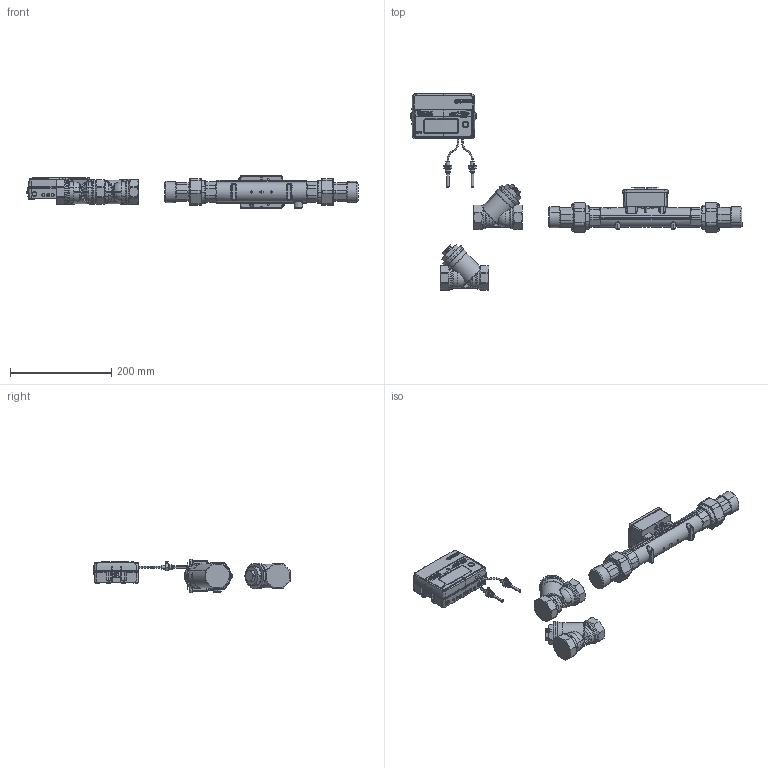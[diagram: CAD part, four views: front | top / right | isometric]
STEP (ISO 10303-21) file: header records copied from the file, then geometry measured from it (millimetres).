
FILE_DESCRIPTION(('CATIA V5 STEP Exchange'),'2;1');
FILE_NAME('STEP_750707_-_TST.stp','2019-12-16T14:48:36+00:00',('none'),('none'),'CATIA Version 5-6 Release 2016 SP4','CATIA V5 STEP AP203','none');
FILE_SCHEMA(('CONFIG_CONTROL_DESIGN'));
Products named in the file (1): 750707 - TST
Bounding box: 657.23 x 388.5 x 65.5 mm (x, y, z)
Volume: 1628445.5 mm3; surface area: 182067.6 mm2
Topology: 5 solids, 60 shells, 4417 faces, 11987 edges, 7584 vertices
Faces by surface type: plane 1257, bspline 1207, cylinder 851, cone 386, torus 337, sphere 177, extrusion 161, revolution 41
Entity records: 208730 total; most frequent: CARTESIAN_POINT 117121, ORIENTED_EDGE 22933, EDGE_CURVE 11786, DIRECTION 11388, VERTEX_POINT 7584, B_SPLINE_CURVE_WITH_KNOTS 5349, AXIS2_PLACEMENT_3D 4690, EDGE_LOOP 4617
